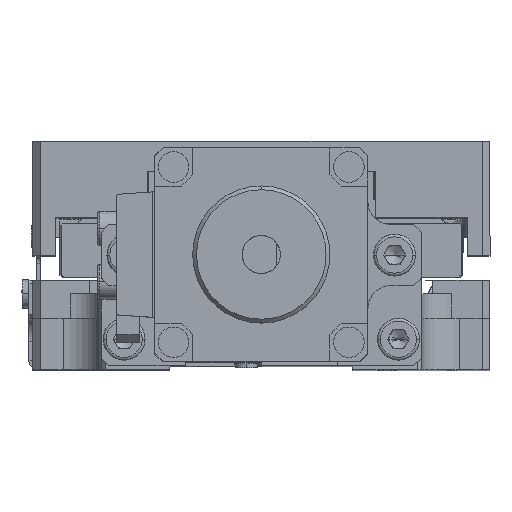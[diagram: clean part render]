
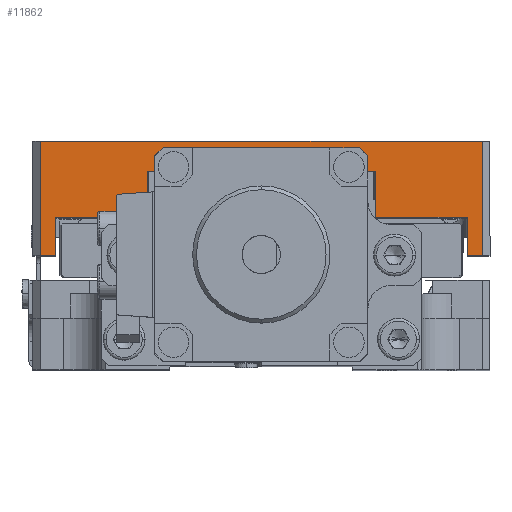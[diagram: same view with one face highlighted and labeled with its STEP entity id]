
A CAD part, top view. The second image highlights one B-rep face of the part: STEP entity #11862.
In plain terms, the highlighted planar face has unit normal (0, 0, 1).
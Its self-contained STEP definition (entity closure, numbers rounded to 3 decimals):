
#91 = VECTOR ( 'NONE', #45281, 1000. ) ;
#295 = LINE ( 'NONE', #25581, #11361 ) ;
#430 = LINE ( 'NONE', #13017, #30678 ) ;
#780 = DIRECTION ( 'NONE',  ( 1., 0., 0. ) ) ;
#933 = VECTOR ( 'NONE', #43100, 1000. ) ;
#1286 = CARTESIAN_POINT ( 'NONE',  ( -26.985, 15., 30. ) ) ;
#2293 = VERTEX_POINT ( 'NONE', #42364 ) ;
#2577 = CARTESIAN_POINT ( 'NONE',  ( 27.015, 20., 30. ) ) ;
#3563 = LINE ( 'NONE', #24669, #4705 ) ;
#4705 = VECTOR ( 'NONE', #46860, 1000. ) ;
#5984 = CARTESIAN_POINT ( 'NONE',  ( 27.015, 15., 30. ) ) ;
#6815 = DIRECTION ( 'NONE',  ( 1., 0., 0. ) ) ;
#7127 = EDGE_CURVE ( 'NONE', #7602, #35720, #38231, .T. ) ;
#7184 = EDGE_CURVE ( 'NONE', #15632, #2293, #430, .T. ) ;
#7602 = VERTEX_POINT ( 'NONE', #42946 ) ;
#8258 = DIRECTION ( 'NONE',  ( 0., -1., 0. ) ) ;
#8998 = CARTESIAN_POINT ( 'NONE',  ( -14.985, 20., 30. ) ) ;
#10387 = CARTESIAN_POINT ( 'NONE',  ( -14.985, 26., 30. ) ) ;
#10512 = VECTOR ( 'NONE', #8258, 1000. ) ;
#10912 = EDGE_CURVE ( 'NONE', #24282, #11716, #32432, .T. ) ;
#11361 = VECTOR ( 'NONE', #6815, 1000. ) ;
#11716 = VERTEX_POINT ( 'NONE', #8998 ) ;
#11862 = ADVANCED_FACE ( 'NONE', ( #38148 ), #39131, .F. ) ;
#12683 = CARTESIAN_POINT ( 'NONE',  ( -28.985, 30., 30. ) ) ;
#12941 = ORIENTED_EDGE ( 'NONE', *, *, #14581, .T. ) ;
#12967 = VERTEX_POINT ( 'NONE', #28746 ) ;
#13017 = CARTESIAN_POINT ( 'NONE',  ( -29.985, 15., 30. ) ) ;
#13273 = CARTESIAN_POINT ( 'NONE',  ( -29.985, 30., 30. ) ) ;
#13481 = LINE ( 'NONE', #10387, #22201 ) ;
#13552 = CARTESIAN_POINT ( 'NONE',  ( 15.015, 26., 30. ) ) ;
#13865 = EDGE_CURVE ( 'NONE', #36479, #7602, #40537, .T. ) ;
#14304 = ORIENTED_EDGE ( 'NONE', *, *, #45391, .T. ) ;
#14581 = EDGE_CURVE ( 'NONE', #15632, #24282, #20110, .T. ) ;
#15378 = CARTESIAN_POINT ( 'NONE',  ( -14.985, 26., 30. ) ) ;
#15632 = VERTEX_POINT ( 'NONE', #1286 ) ;
#15670 = ORIENTED_EDGE ( 'NONE', *, *, #35348, .F. ) ;
#15776 = CARTESIAN_POINT ( 'NONE',  ( 29.015, 30., 30. ) ) ;
#15923 = DIRECTION ( 'NONE',  ( 0., 1., 0. ) ) ;
#16839 = DIRECTION ( 'NONE',  ( 0., 0., -1. ) ) ;
#17202 = DIRECTION ( 'NONE',  ( -1., 0., 0. ) ) ;
#17530 = LINE ( 'NONE', #12683, #10512 ) ;
#18412 = ORIENTED_EDGE ( 'NONE', *, *, #7127, .T. ) ;
#18441 = CARTESIAN_POINT ( 'NONE',  ( 15.015, 26., 30. ) ) ;
#18708 = VERTEX_POINT ( 'NONE', #27206 ) ;
#20110 = LINE ( 'NONE', #37770, #38126 ) ;
#20724 = CARTESIAN_POINT ( 'NONE',  ( 27.015, 15., 30. ) ) ;
#21460 = VECTOR ( 'NONE', #24916, 1000. ) ;
#22201 = VECTOR ( 'NONE', #36233, 1000. ) ;
#24282 = VERTEX_POINT ( 'NONE', #34737 ) ;
#24669 = CARTESIAN_POINT ( 'NONE',  ( 30.015, 15., 30. ) ) ;
#24916 = DIRECTION ( 'NONE',  ( 1., 0., 0. ) ) ;
#25581 = CARTESIAN_POINT ( 'NONE',  ( -29.985, 30., 30. ) ) ;
#26159 = EDGE_LOOP ( 'NONE', ( #39343, #14304, #15670, #42315, #39675, #12941, #33010, #33708, #34765, #34170, #18412, #43193 ) ) ;
#27206 = CARTESIAN_POINT ( 'NONE',  ( 29.015, 30., 30. ) ) ;
#28746 = CARTESIAN_POINT ( 'NONE',  ( 29.015, 15., 30. ) ) ;
#29627 = LINE ( 'NONE', #20724, #44166 ) ;
#29776 = LINE ( 'NONE', #15378, #91 ) ;
#30403 = CARTESIAN_POINT ( 'NONE',  ( -29.985, 20., 30. ) ) ;
#30678 = VECTOR ( 'NONE', #17202, 1000. ) ;
#30712 = CARTESIAN_POINT ( 'NONE',  ( -28.985, 30., 30. ) ) ;
#30774 = DIRECTION ( 'NONE',  ( 0., 1., 0. ) ) ;
#32432 = LINE ( 'NONE', #30403, #33033 ) ;
#32757 = EDGE_CURVE ( 'NONE', #45410, #2293, #17530, .T. ) ;
#32988 = EDGE_CURVE ( 'NONE', #33717, #11716, #13481, .T. ) ;
#33010 = ORIENTED_EDGE ( 'NONE', *, *, #10912, .T. ) ;
#33033 = VECTOR ( 'NONE', #780, 1000. ) ;
#33485 = EDGE_CURVE ( 'NONE', #46101, #35720, #29627, .T. ) ;
#33708 = ORIENTED_EDGE ( 'NONE', *, *, #32988, .F. ) ;
#33717 = VERTEX_POINT ( 'NONE', #43142 ) ;
#34170 = ORIENTED_EDGE ( 'NONE', *, *, #13865, .T. ) ;
#34737 = CARTESIAN_POINT ( 'NONE',  ( -26.985, 20., 30. ) ) ;
#34765 = ORIENTED_EDGE ( 'NONE', *, *, #46456, .F. ) ;
#35164 = DIRECTION ( 'NONE',  ( 0., 1., 0. ) ) ;
#35348 = EDGE_CURVE ( 'NONE', #45410, #18708, #295, .T. ) ;
#35720 = VERTEX_POINT ( 'NONE', #2577 ) ;
#36233 = DIRECTION ( 'NONE',  ( 0., -1., 0. ) ) ;
#36479 = VERTEX_POINT ( 'NONE', #18441 ) ;
#37770 = CARTESIAN_POINT ( 'NONE',  ( -26.985, 15., 30. ) ) ;
#38126 = VECTOR ( 'NONE', #30774, 1000. ) ;
#38148 = FACE_OUTER_BOUND ( 'NONE', #26159, .T. ) ;
#38231 = LINE ( 'NONE', #43386, #21460 ) ;
#38595 = LINE ( 'NONE', #15776, #44372 ) ;
#38857 = AXIS2_PLACEMENT_3D ( 'NONE', #13273, #16839, #39275 ) ;
#39131 = PLANE ( 'NONE',  #38857 ) ;
#39275 = DIRECTION ( 'NONE',  ( -1., 0., 0. ) ) ;
#39343 = ORIENTED_EDGE ( 'NONE', *, *, #41732, .F. ) ;
#39675 = ORIENTED_EDGE ( 'NONE', *, *, #7184, .F. ) ;
#40537 = LINE ( 'NONE', #13552, #933 ) ;
#41732 = EDGE_CURVE ( 'NONE', #12967, #46101, #3563, .T. ) ;
#42315 = ORIENTED_EDGE ( 'NONE', *, *, #32757, .T. ) ;
#42364 = CARTESIAN_POINT ( 'NONE',  ( -28.985, 15., 30. ) ) ;
#42946 = CARTESIAN_POINT ( 'NONE',  ( 15.015, 20., 30. ) ) ;
#43100 = DIRECTION ( 'NONE',  ( 0., -1., 0. ) ) ;
#43142 = CARTESIAN_POINT ( 'NONE',  ( -14.985, 26., 30. ) ) ;
#43193 = ORIENTED_EDGE ( 'NONE', *, *, #33485, .F. ) ;
#43386 = CARTESIAN_POINT ( 'NONE',  ( -29.985, 20., 30. ) ) ;
#44166 = VECTOR ( 'NONE', #35164, 1000. ) ;
#44372 = VECTOR ( 'NONE', #15923, 1000. ) ;
#45281 = DIRECTION ( 'NONE',  ( -1., 0., 0. ) ) ;
#45391 = EDGE_CURVE ( 'NONE', #12967, #18708, #38595, .T. ) ;
#45410 = VERTEX_POINT ( 'NONE', #30712 ) ;
#46101 = VERTEX_POINT ( 'NONE', #5984 ) ;
#46456 = EDGE_CURVE ( 'NONE', #36479, #33717, #29776, .T. ) ;
#46860 = DIRECTION ( 'NONE',  ( -1., 0., 0. ) ) ;
